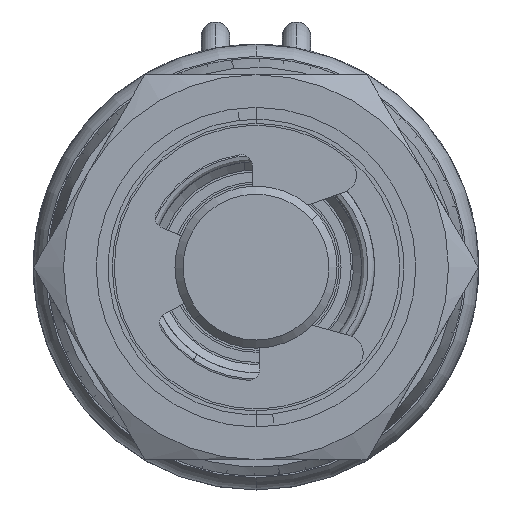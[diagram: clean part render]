
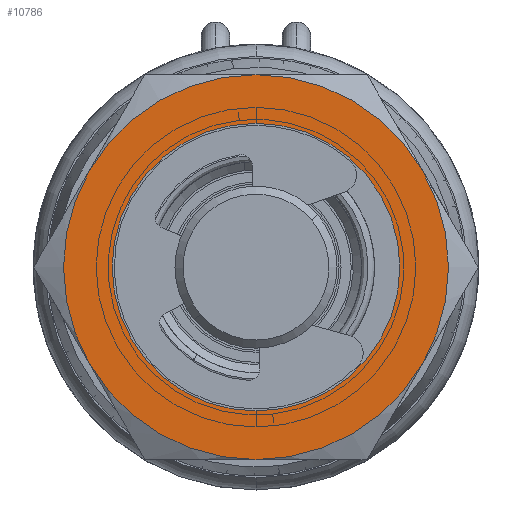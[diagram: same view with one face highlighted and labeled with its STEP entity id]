
A CAD part, left-side view. The second image highlights one B-rep face of the part: STEP entity #10786.
In plain terms, the highlighted face is planar.
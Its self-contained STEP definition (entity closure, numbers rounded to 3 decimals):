
#300 = EDGE_CURVE ( 'NONE', #9866, #13262, #9771, .T. ) ;
#302 = EDGE_CURVE ( 'NONE', #13262, #514, #9773, .T. ) ;
#303 = EDGE_CURVE ( 'NONE', #514, #498, #9778, .T. ) ;
#304 = EDGE_CURVE ( 'NONE', #522, #9855, #9780, .T. ) ;
#306 = EDGE_CURVE ( 'NONE', #13248, #9866, #9782, .T. ) ;
#313 = EDGE_CURVE ( 'NONE', #498, #9848, #9796, .T. ) ;
#314 = EDGE_CURVE ( 'NONE', #9848, #13248, #9798, .T. ) ;
#498 = VERTEX_POINT ( 'NONE', #3769 ) ;
#514 = VERTEX_POINT ( 'NONE', #3782 ) ;
#522 = VERTEX_POINT ( 'NONE', #3790 ) ;
#561 = EDGE_LOOP ( 'NONE', ( #1327, #1328 ) ) ;
#564 = EDGE_LOOP ( 'NONE', ( #1321, #1322, #1323, #1324, #1325, #1326 ) ) ;
#766 = AXIS2_PLACEMENT_3D ( 'NONE', #9205, #9212, #9213 ) ;
#913 = EDGE_CURVE ( 'NONE', #9855, #522, #12810, .T. ) ;
#1321 = ORIENTED_EDGE ( 'NONE', *, *, #314, .F. ) ;
#1322 = ORIENTED_EDGE ( 'NONE', *, *, #313, .F. ) ;
#1323 = ORIENTED_EDGE ( 'NONE', *, *, #303, .F. ) ;
#1324 = ORIENTED_EDGE ( 'NONE', *, *, #302, .F. ) ;
#1325 = ORIENTED_EDGE ( 'NONE', *, *, #300, .F. ) ;
#1326 = ORIENTED_EDGE ( 'NONE', *, *, #306, .F. ) ;
#1327 = ORIENTED_EDGE ( 'NONE', *, *, #304, .T. ) ;
#1328 = ORIENTED_EDGE ( 'NONE', *, *, #913, .T. ) ;
#3394 = CARTESIAN_POINT ( 'NONE',  ( 0., 0., 0. ) ) ;
#3395 = DIRECTION ( 'NONE',  ( 0., 0., -1. ) ) ;
#3396 = DIRECTION ( 'NONE',  ( 1., 0., 0. ) ) ;
#3399 = CARTESIAN_POINT ( 'NONE',  ( 0., 0., 0. ) ) ;
#3400 = DIRECTION ( 'NONE',  ( 0., 0., -1. ) ) ;
#3401 = DIRECTION ( 'NONE',  ( -1., 0., 0. ) ) ;
#3403 = CARTESIAN_POINT ( 'NONE',  ( 0., 0., 0. ) ) ;
#3404 = DIRECTION ( 'NONE',  ( 0., 0., -1. ) ) ;
#3405 = DIRECTION ( 'NONE',  ( 1., 0., 0. ) ) ;
#3407 = CARTESIAN_POINT ( 'NONE',  ( 0., 0., 0. ) ) ;
#3408 = DIRECTION ( 'NONE',  ( 0., 0., -1. ) ) ;
#3409 = DIRECTION ( 'NONE',  ( -1., 0., 0. ) ) ;
#3412 = CARTESIAN_POINT ( 'NONE',  ( 0., 0., 0. ) ) ;
#3413 = DIRECTION ( 'NONE',  ( 0., 0., -1. ) ) ;
#3414 = DIRECTION ( 'NONE',  ( 1., 0., 0. ) ) ;
#3431 = CARTESIAN_POINT ( 'NONE',  ( 0., 0., 0. ) ) ;
#3432 = DIRECTION ( 'NONE',  ( 0., 0., -1. ) ) ;
#3433 = DIRECTION ( 'NONE',  ( 1., 0., 0. ) ) ;
#3434 = CARTESIAN_POINT ( 'NONE',  ( 0., 0., 0. ) ) ;
#3435 = DIRECTION ( 'NONE',  ( 0., 0., -1. ) ) ;
#3436 = DIRECTION ( 'NONE',  ( 1., 0., 0. ) ) ;
#3769 = CARTESIAN_POINT ( 'NONE',  ( 2.375, 4.114, 0. ) ) ;
#3782 = CARTESIAN_POINT ( 'NONE',  ( -2.375, 4.114, 0. ) ) ;
#3790 = CARTESIAN_POINT ( 'NONE',  ( -3.55, 0., 0. ) ) ;
#4347 = CARTESIAN_POINT ( 'NONE',  ( 0., 0., 0. ) ) ;
#4348 = DIRECTION ( 'NONE',  ( 0., 0., -1. ) ) ;
#4349 = DIRECTION ( 'NONE',  ( -1., 0., 0. ) ) ;
#6079 = CARTESIAN_POINT ( 'NONE',  ( 4.75, 0., 0. ) ) ;
#6086 = CARTESIAN_POINT ( 'NONE',  ( 3.55, 0., 0. ) ) ;
#6097 = CARTESIAN_POINT ( 'NONE',  ( -2.375, -4.114, 0. ) ) ;
#9202 = FACE_BOUND ( 'NONE', #561, .T. ) ;
#9205 = CARTESIAN_POINT ( 'NONE',  ( 0., 5.485, 0. ) ) ;
#9209 = FACE_OUTER_BOUND ( 'NONE', #564, .T. ) ;
#9210 = PLANE ( 'NONE',  #766 ) ;
#9212 = DIRECTION ( 'NONE',  ( 0., 0., 1. ) ) ;
#9213 = DIRECTION ( 'NONE',  ( 1., 0., 0. ) ) ;
#9771 = CIRCLE ( 'NONE', #9776, 4.75 ) ;
#9773 = CIRCLE ( 'NONE', #9779, 4.75 ) ;
#9776 = AXIS2_PLACEMENT_3D ( 'NONE', #3394, #3395, #3396 ) ;
#9778 = CIRCLE ( 'NONE', #9781, 4.75 ) ;
#9779 = AXIS2_PLACEMENT_3D ( 'NONE', #3399, #3400, #3401 ) ;
#9780 = CIRCLE ( 'NONE', #9783, 3.55 ) ;
#9781 = AXIS2_PLACEMENT_3D ( 'NONE', #3403, #3404, #3405 ) ;
#9782 = CIRCLE ( 'NONE', #9786, 4.75 ) ;
#9783 = AXIS2_PLACEMENT_3D ( 'NONE', #3407, #3408, #3409 ) ;
#9786 = AXIS2_PLACEMENT_3D ( 'NONE', #3412, #3413, #3414 ) ;
#9796 = CIRCLE ( 'NONE', #9799, 4.75 ) ;
#9798 = CIRCLE ( 'NONE', #9801, 4.75 ) ;
#9799 = AXIS2_PLACEMENT_3D ( 'NONE', #3431, #3432, #3433 ) ;
#9801 = AXIS2_PLACEMENT_3D ( 'NONE', #3434, #3435, #3436 ) ;
#9848 = VERTEX_POINT ( 'NONE', #6079 ) ;
#9855 = VERTEX_POINT ( 'NONE', #6086 ) ;
#9866 = VERTEX_POINT ( 'NONE', #6097 ) ;
#10786 = ADVANCED_FACE ( 'NONE', ( #9209, #9202 ), #9210, .T. ) ;
#11926 = CARTESIAN_POINT ( 'NONE',  ( 2.375, -4.114, 0. ) ) ;
#11940 = CARTESIAN_POINT ( 'NONE',  ( -4.75, 0., 0. ) ) ;
#12810 = CIRCLE ( 'NONE', #12811, 3.55 ) ;
#12811 = AXIS2_PLACEMENT_3D ( 'NONE', #4347, #4348, #4349 ) ;
#13248 = VERTEX_POINT ( 'NONE', #11926 ) ;
#13262 = VERTEX_POINT ( 'NONE', #11940 ) ;
